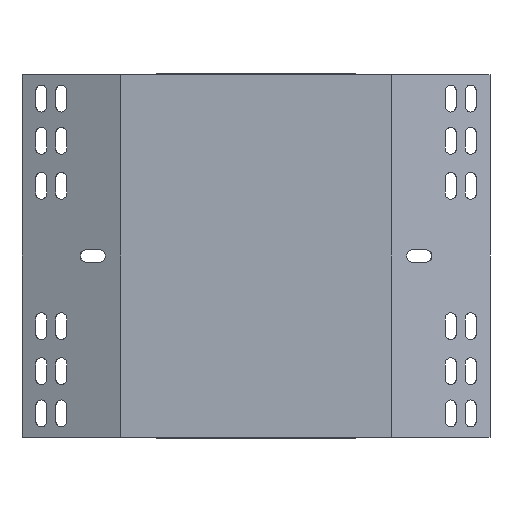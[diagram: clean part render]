
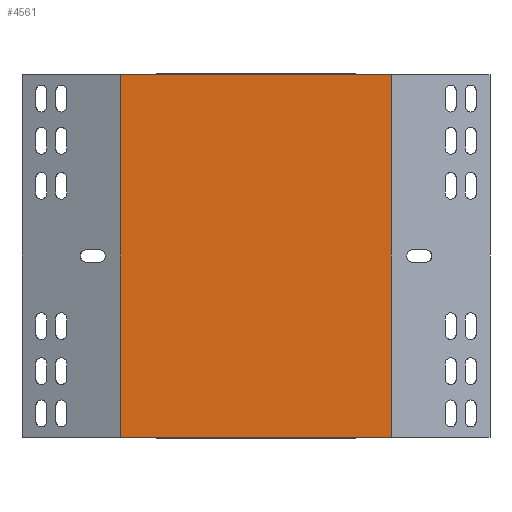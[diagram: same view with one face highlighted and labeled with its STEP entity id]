
A CAD part, front view. The second image highlights one B-rep face of the part: STEP entity #4561.
In plain terms, the highlighted planar face has unit normal (0, -1, 0).
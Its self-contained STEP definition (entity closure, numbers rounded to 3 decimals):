
#77 = EDGE_CURVE ( 'NONE', #3299, #1791, #143, .T. ) ;
#143 = LINE ( 'NONE', #4084, #246 ) ;
#246 = VECTOR ( 'NONE', #4104, 1000. ) ;
#566 = EDGE_CURVE ( 'NONE', #1791, #2401, #4232, .T. ) ;
#1093 = VECTOR ( 'NONE', #7575, 1000. ) ;
#1100 = LINE ( 'NONE', #7451, #1093 ) ;
#1791 = VERTEX_POINT ( 'NONE', #3604 ) ;
#1953 = FACE_OUTER_BOUND ( 'NONE', #5067, .T. ) ;
#2401 = VERTEX_POINT ( 'NONE', #7298 ) ;
#2814 = DIRECTION ( 'NONE',  ( 0., 0., 1. ) ) ;
#2826 = DIRECTION ( 'NONE',  ( 0., 1., 0. ) ) ;
#2897 = CARTESIAN_POINT ( 'NONE',  ( -97.218, -23.927, 75. ) ) ;
#2908 = PLANE ( 'NONE',  #5768 ) ;
#3119 = EDGE_CURVE ( 'NONE', #3299, #4113, #3682, .T. ) ;
#3299 = VERTEX_POINT ( 'NONE', #7099 ) ;
#3604 = CARTESIAN_POINT ( 'NONE',  ( -97.377, -23.927, 75.8 ) ) ;
#3672 = VECTOR ( 'NONE', #7900, 1000. ) ;
#3682 = LINE ( 'NONE', #7960, #3672 ) ;
#4081 = ORIENTED_EDGE ( 'NONE', *, *, #5421, .T. ) ;
#4084 = CARTESIAN_POINT ( 'NONE',  ( -97.377, -23.927, -126.657 ) ) ;
#4104 = DIRECTION ( 'NONE',  ( 0., 0., 1. ) ) ;
#4113 = VERTEX_POINT ( 'NONE', #4226 ) ;
#4133 = VECTOR ( 'NONE', #8044, 1000. ) ;
#4148 = ORIENTED_EDGE ( 'NONE', *, *, #566, .F. ) ;
#4175 = ORIENTED_EDGE ( 'NONE', *, *, #77, .F. ) ;
#4226 = CARTESIAN_POINT ( 'NONE',  ( 53.141, -23.927, -125.8 ) ) ;
#4232 = LINE ( 'NONE', #8122, #4133 ) ;
#4240 = ORIENTED_EDGE ( 'NONE', *, *, #3119, .T. ) ;
#4561 = ADVANCED_FACE ( 'NONE', ( #1953 ), #2908, .F. ) ;
#5067 = EDGE_LOOP ( 'NONE', ( #4081, #4148, #4175, #4240 ) ) ;
#5421 = EDGE_CURVE ( 'NONE', #4113, #2401, #1100, .T. ) ;
#5768 = AXIS2_PLACEMENT_3D ( 'NONE', #2897, #2826, #2814 ) ;
#7099 = CARTESIAN_POINT ( 'NONE',  ( -97.377, -23.927, -125.8 ) ) ;
#7298 = CARTESIAN_POINT ( 'NONE',  ( 53.141, -23.927, 75.8 ) ) ;
#7451 = CARTESIAN_POINT ( 'NONE',  ( 53.141, -23.927, -126.657 ) ) ;
#7575 = DIRECTION ( 'NONE',  ( 0., 0., 1. ) ) ;
#7900 = DIRECTION ( 'NONE',  ( 1., 0., 0. ) ) ;
#7960 = CARTESIAN_POINT ( 'NONE',  ( -98.349, -23.927, -125.8 ) ) ;
#8044 = DIRECTION ( 'NONE',  ( 1., 0., 0. ) ) ;
#8122 = CARTESIAN_POINT ( 'NONE',  ( -98.349, -23.927, 75.8 ) ) ;
